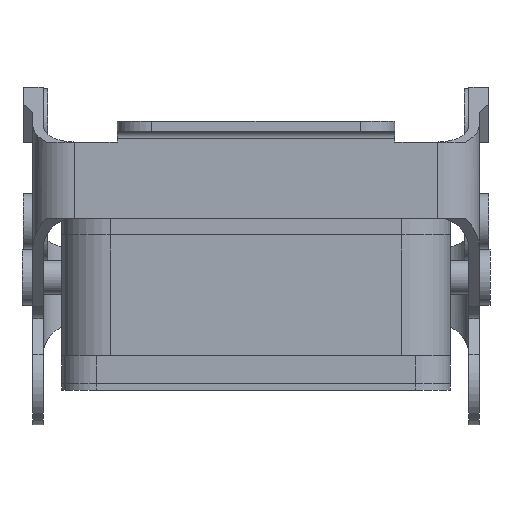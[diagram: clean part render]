
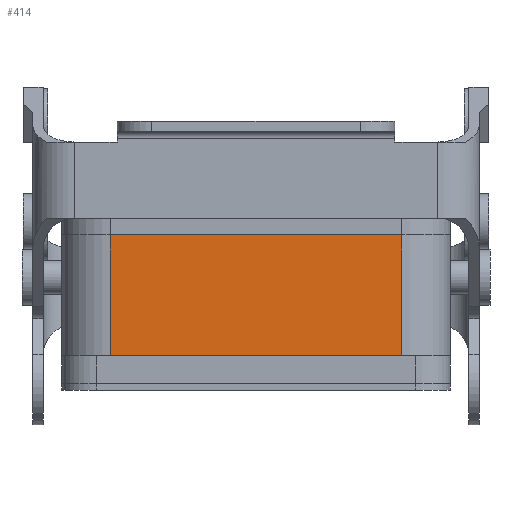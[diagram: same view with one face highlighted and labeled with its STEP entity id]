
A CAD part, left-side view. The second image highlights one B-rep face of the part: STEP entity #414.
In plain terms, the highlighted planar face has unit normal (-1, 0, 0).
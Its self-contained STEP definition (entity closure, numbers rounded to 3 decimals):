
#414 = ADVANCED_FACE( '', ( #951 ), #952, .T. );
#951 = FACE_OUTER_BOUND( '', #1603, .T. );
#952 = PLANE( '', #1604 );
#1603 = EDGE_LOOP( '', ( #2754, #2755, #2756, #2757 ) );
#1604 = AXIS2_PLACEMENT_3D( '', #2758, #2759, #2760 );
#2754 = ORIENTED_EDGE( '', *, *, #4017, .T. );
#2755 = ORIENTED_EDGE( '', *, *, #3619, .T. );
#2756 = ORIENTED_EDGE( '', *, *, #4018, .F. );
#2757 = ORIENTED_EDGE( '', *, *, #4019, .T. );
#2758 = CARTESIAN_POINT( '', ( -41., -21., 500000. ) );
#2759 = DIRECTION( '', ( -1., 0., 0. ) );
#2760 = DIRECTION( '', ( 0., -1., 0. ) );
#3619 = EDGE_CURVE( '', #4297, #4295, #4298, .T. );
#4017 = EDGE_CURVE( '', #4938, #4297, #4939, .T. );
#4018 = EDGE_CURVE( '', #4940, #4295, #4941, .T. );
#4019 = EDGE_CURVE( '', #4940, #4938, #4942, .T. );
#4295 = VERTEX_POINT( '', #5274 );
#4297 = VERTEX_POINT( '', #5276 );
#4298 = LINE( '', #5277, #5278 );
#4938 = VERTEX_POINT( '', #6121 );
#4939 = LINE( '', #6122, #6123 );
#4940 = VERTEX_POINT( '', #6124 );
#4941 = LINE( '', #6125, #6126 );
#4942 = LINE( '', #6127, #6128 );
#5274 = CARTESIAN_POINT( '', ( -41., -21., 4. ) );
#5276 = CARTESIAN_POINT( '', ( -41., 21., 4. ) );
#5277 = CARTESIAN_POINT( '', ( -41., -21., 4. ) );
#5278 = VECTOR( '', #6519, 1000. );
#6121 = CARTESIAN_POINT( '', ( -41., 21., 21.4 ) );
#6122 = CARTESIAN_POINT( '', ( -41., 21., 82.86 ) );
#6123 = VECTOR( '', #7041, 1000. );
#6124 = CARTESIAN_POINT( '', ( -41., -21., 21.4 ) );
#6125 = CARTESIAN_POINT( '', ( -41., -21., 500000. ) );
#6126 = VECTOR( '', #7042, 1000. );
#6127 = CARTESIAN_POINT( '', ( -41., -21., 21.4 ) );
#6128 = VECTOR( '', #7043, 1000. );
#6519 = DIRECTION( '', ( 0., -1., 0. ) );
#7041 = DIRECTION( '', ( 0., 0., -1. ) );
#7042 = DIRECTION( '', ( 0., 0., -1. ) );
#7043 = DIRECTION( '', ( 0., 1., 0. ) );
